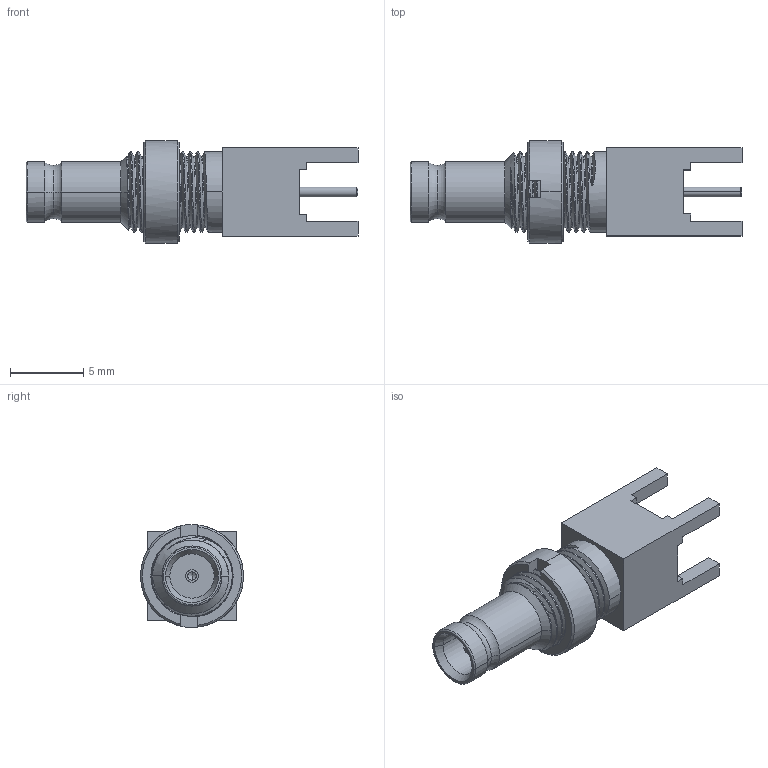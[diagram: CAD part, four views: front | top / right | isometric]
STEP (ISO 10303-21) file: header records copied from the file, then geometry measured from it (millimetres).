
FILE_DESCRIPTION(('STEP AP214'),'1');
FILE_NAME('282121-75.step','2020-05-04T07:04:27',(' '),('ANSOFT Corporation'),'Spatial InterOp 3D',' ',' ');
FILE_SCHEMA(('AUTOMOTIVE_DESIGN { 1 0 10303 214 1 1 1 1 }'));
Length unit declared in the file: millimetre
Products named in the file (1): 28212175_Unnamed_1
Bounding box: 22.61 x 7.01 x 7.01 mm (x, y, z)
Volume: 433.1 mm3; surface area: 722 mm2
Topology: 1 solids, 1 shells, 159 faces, 448 edges, 287 vertices
Faces by surface type: plane 55, cylinder 53, bspline 23, cone 20, torus 8
Entity records: 29778 total; most frequent: CARTESIAN_POINT 24751, ORIENTED_EDGE 892, DIRECTION 621, EDGE_CURVE 446, VERTEX_POINT 287, AXIS2_PLACEMENT_3D 225, B_SPLINE_CURVE_WITH_KNOTS 178, LINE 171
